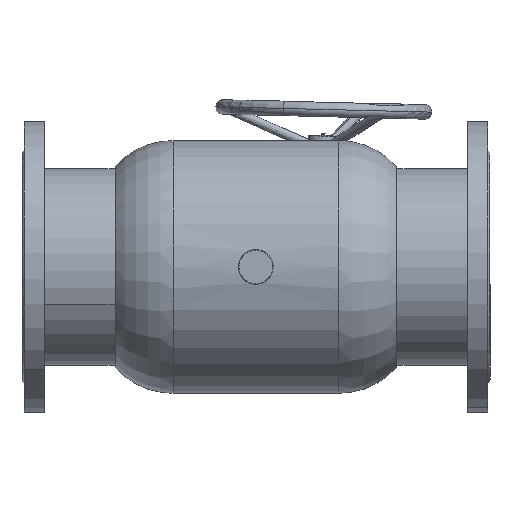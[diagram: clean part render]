
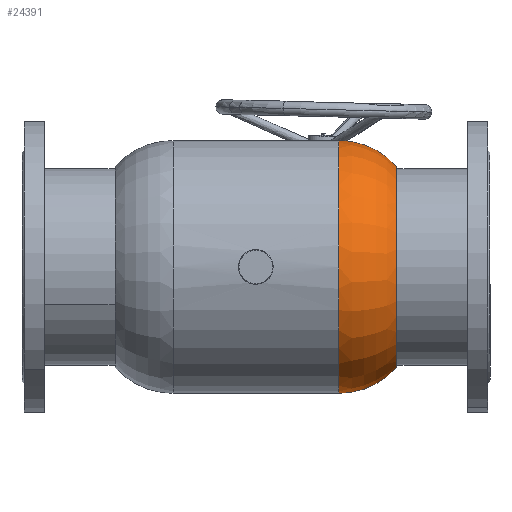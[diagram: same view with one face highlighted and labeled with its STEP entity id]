
A CAD part, front view. The second image highlights one B-rep face of the part: STEP entity #24391.
In plain terms, the highlighted toroidal (fillet/blend) face has major radius 68.501 mm and minor radius 107 mm.
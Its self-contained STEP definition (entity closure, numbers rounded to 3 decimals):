
#8511 = DIRECTION ( 'NONE',  ( -1., 0., 0. ) ) ;
#19511 = FACE_OUTER_BOUND ( 'NONE', #132384, .T. ) ;
#22158 = DIRECTION ( 'NONE',  ( 0., 0., 1. ) ) ;
#24391 = ADVANCED_FACE ( 'NONE', ( #19511 ), #126067, .T. ) ;
#27836 = CARTESIAN_POINT ( 'NONE',  ( 115., 0., -175.5 ) ) ;
#34797 = ORIENTED_EDGE ( 'NONE', *, *, #121033, .F. ) ;
#36945 = EDGE_CURVE ( 'NONE', #70246, #88489, #90160, .T. ) ;
#37158 = DIRECTION ( 'NONE',  ( 0., 0., 1. ) ) ;
#38237 = EDGE_CURVE ( 'NONE', #63347, #64272, #84496, .T. ) ;
#39853 = CARTESIAN_POINT ( 'NONE',  ( 195., 0., 0. ) ) ;
#41186 = CIRCLE ( 'NONE', #89737, 107. ) ;
#41612 = AXIS2_PLACEMENT_3D ( 'NONE', #39853, #129267, #154598 ) ;
#46067 = ORIENTED_EDGE ( 'NONE', *, *, #38237, .F. ) ;
#47343 = CARTESIAN_POINT ( 'NONE',  ( 115.396, 0., 0. ) ) ;
#50599 = AXIS2_PLACEMENT_3D ( 'NONE', #47343, #8511, #37158 ) ;
#59313 = DIRECTION ( 'NONE',  ( 0., 1., 0. ) ) ;
#63347 = VERTEX_POINT ( 'NONE', #27836 ) ;
#64272 = VERTEX_POINT ( 'NONE', #89303 ) ;
#70246 = VERTEX_POINT ( 'NONE', #140054 ) ;
#84496 = CIRCLE ( 'NONE', #116761, 175.5 ) ;
#88106 = AXIS2_PLACEMENT_3D ( 'NONE', #102107, #140889, #116388 ) ;
#88489 = VERTEX_POINT ( 'NONE', #146498 ) ;
#89303 = CARTESIAN_POINT ( 'NONE',  ( 115., 0., 175.5 ) ) ;
#89737 = AXIS2_PLACEMENT_3D ( 'NONE', #110757, #59313, #22158 ) ;
#90160 = CIRCLE ( 'NONE', #41612, 140. ) ;
#93875 = ORIENTED_EDGE ( 'NONE', *, *, #36945, .T. ) ;
#94118 = DIRECTION ( 'NONE',  ( -1., 0., 0. ) ) ;
#95617 = EDGE_CURVE ( 'NONE', #88489, #64272, #158184, .T. ) ;
#102107 = CARTESIAN_POINT ( 'NONE',  ( 115.396, 0., 68.501 ) ) ;
#110757 = CARTESIAN_POINT ( 'NONE',  ( 115.396, 0., -68.501 ) ) ;
#116388 = DIRECTION ( 'NONE',  ( 0., 0., -1. ) ) ;
#116761 = AXIS2_PLACEMENT_3D ( 'NONE', #132917, #94118, #149554 ) ;
#121033 = EDGE_CURVE ( 'NONE', #70246, #63347, #41186, .T. ) ;
#126067 = TOROIDAL_SURFACE ( 'NONE', #50599, 68.501, 107. ) ;
#129267 = DIRECTION ( 'NONE',  ( -1., 0., 0. ) ) ;
#132384 = EDGE_LOOP ( 'NONE', ( #34797, #93875, #140367, #46067 ) ) ;
#132917 = CARTESIAN_POINT ( 'NONE',  ( 115., 0., 0. ) ) ;
#140054 = CARTESIAN_POINT ( 'NONE',  ( 195., 0., -140. ) ) ;
#140367 = ORIENTED_EDGE ( 'NONE', *, *, #95617, .T. ) ;
#140889 = DIRECTION ( 'NONE',  ( 0., -1., 0. ) ) ;
#146498 = CARTESIAN_POINT ( 'NONE',  ( 195., 0., 140. ) ) ;
#149554 = DIRECTION ( 'NONE',  ( 0., 0., 1. ) ) ;
#154598 = DIRECTION ( 'NONE',  ( 0., 0., 1. ) ) ;
#158184 = CIRCLE ( 'NONE', #88106, 107. ) ;
